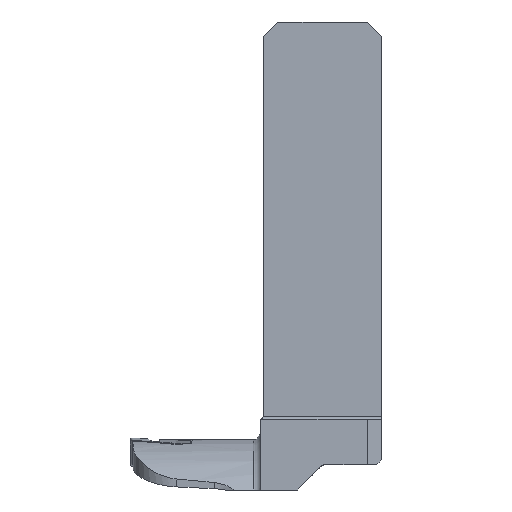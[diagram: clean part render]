
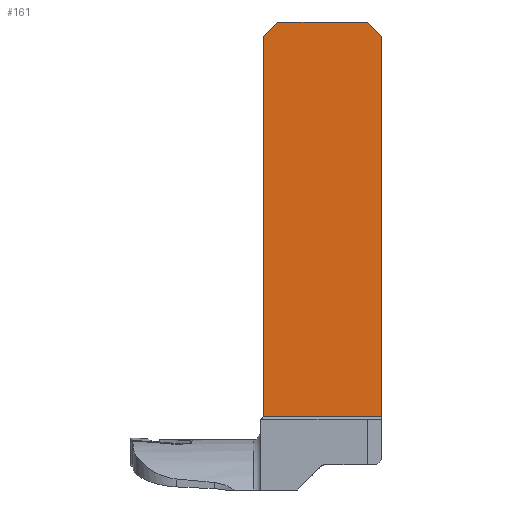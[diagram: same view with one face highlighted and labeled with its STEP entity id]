
A CAD part, front view. The second image highlights one B-rep face of the part: STEP entity #161.
In plain terms, the highlighted planar face has unit normal (0, -1, 0).
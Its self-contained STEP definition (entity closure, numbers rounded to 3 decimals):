
#120=PLANE('',#1372);
#161=ADVANCED_FACE('CU_BOTTOM_SU1',(#244),#120,.F.);
#244=FACE_OUTER_BOUND('',#307,.T.);
#307=EDGE_LOOP('',(#695,#696,#697,#698,#699,#700,#701));
#371=LINE('',#1999,#459);
#396=LINE('',#3300,#486);
#397=LINE('',#3302,#487);
#398=LINE('',#3304,#488);
#399=LINE('',#3305,#489);
#400=LINE('',#3306,#490);
#459=VECTOR('',#1500,1.);
#486=VECTOR('',#1551,1.);
#487=VECTOR('',#1554,1.);
#488=VECTOR('',#1555,1.);
#489=VECTOR('',#1556,1.);
#490=VECTOR('',#1557,1.);
#537=CIRCLE('',#1369,1.6);
#695=ORIENTED_EDGE('',*,*,#1120,.F.);
#696=ORIENTED_EDGE('',*,*,#1121,.F.);
#697=ORIENTED_EDGE('',*,*,#1122,.T.);
#698=ORIENTED_EDGE('',*,*,#1114,.T.);
#699=ORIENTED_EDGE('',*,*,#1123,.T.);
#700=ORIENTED_EDGE('',*,*,#1078,.F.);
#701=ORIENTED_EDGE('',*,*,#1124,.T.);
#955=VERTEX_POINT('',#1998);
#956=VERTEX_POINT('',#2000);
#974=VERTEX_POINT('',#3274);
#975=VERTEX_POINT('',#3276);
#978=VERTEX_POINT('',#3295);
#980=VERTEX_POINT('',#3299);
#981=VERTEX_POINT('',#3303);
#1078=EDGE_CURVE('',#955,#956,#371,.T.);
#1114=EDGE_CURVE('',#975,#974,#537,.T.);
#1120=EDGE_CURVE('',#980,#978,#396,.T.);
#1121=EDGE_CURVE('',#981,#980,#397,.T.);
#1122=EDGE_CURVE('',#981,#975,#398,.T.);
#1123=EDGE_CURVE('',#974,#956,#399,.T.);
#1124=EDGE_CURVE('',#955,#978,#400,.T.);
#1369=AXIS2_PLACEMENT_3D('',#3275,#1543,#1544);
#1372=AXIS2_PLACEMENT_3D('',#3307,#1558,#1559);
#1500=DIRECTION('',(0.,0.,-1.));
#1543=DIRECTION('',(0.,1.,0.));
#1544=DIRECTION('',(0.,0.,-1.));
#1551=DIRECTION('',(1.,0.,0.));
#1554=DIRECTION('',(0.707,0.,0.707));
#1555=DIRECTION('',(0.,0.,-1.));
#1556=DIRECTION('',(1.,0.,0.));
#1557=DIRECTION('',(-0.707,0.,0.707));
#1558=DIRECTION('',(0.,1.,0.));
#1559=DIRECTION('',(0.,0.,-1.));
#1998=CARTESIAN_POINT('',(0.,0.,-3.));
#1999=CARTESIAN_POINT('',(0.,0.,-84.));
#2000=CARTESIAN_POINT('',(0.,0.,-83.5));
#3274=CARTESIAN_POINT('',(-25.042,0.,-83.5));
#3275=CARTESIAN_POINT('',(-26.525,0.,-82.9));
#3276=CARTESIAN_POINT('',(-24.925,0.,-82.9));
#3295=CARTESIAN_POINT('',(-3.,0.,0.));
#3299=CARTESIAN_POINT('',(-21.925,0.,0.));
#3300=CARTESIAN_POINT('',(110.,0.,0.));
#3302=CARTESIAN_POINT('',(-21.925,0.,0.));
#3303=CARTESIAN_POINT('',(-24.925,0.,-3.));
#3304=CARTESIAN_POINT('',(-24.925,0.,-84.));
#3305=CARTESIAN_POINT('',(110.,0.,-83.5));
#3306=CARTESIAN_POINT('',(-3.,0.,0.));
#3307=CARTESIAN_POINT('',(110.,0.,-84.));
